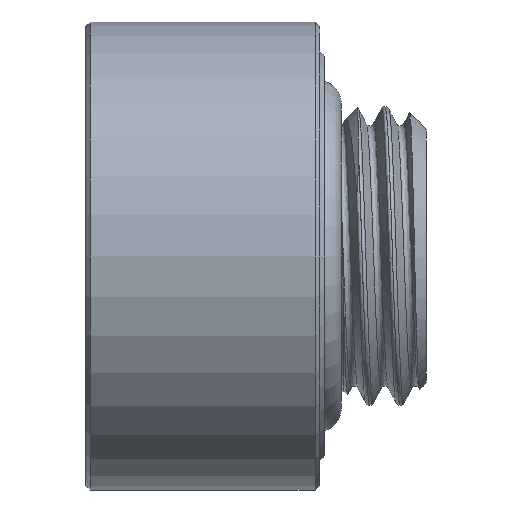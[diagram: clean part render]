
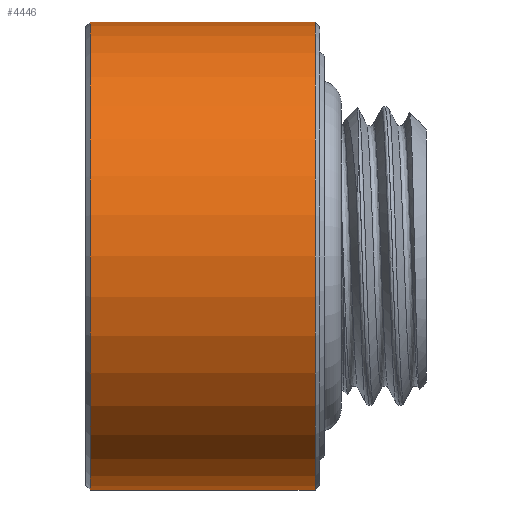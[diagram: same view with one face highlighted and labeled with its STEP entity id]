
A CAD part, left-side view. The second image highlights one B-rep face of the part: STEP entity #4446.
In plain terms, the highlighted cylindrical face has radius 10.3 mm (diameter 20.6 mm), a partial arc.
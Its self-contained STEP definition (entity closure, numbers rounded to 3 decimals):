
#7 = DIRECTION ( 'NONE',  ( 0., -1., 0. ) ) ;
#193 = CARTESIAN_POINT ( 'NONE',  ( 0., 10.3, 10.3 ) ) ;
#353 = VERTEX_POINT ( 'NONE', #2636 ) ;
#409 = DIRECTION ( 'NONE',  ( 0., 0., -1. ) ) ;
#560 = CYLINDRICAL_SURFACE ( 'NONE', #1853, 10.3 ) ;
#689 = EDGE_LOOP ( 'NONE', ( #2850, #2474, #1504, #2242 ) ) ;
#815 = CIRCLE ( 'NONE', #3941, 10.3 ) ;
#891 = DIRECTION ( 'NONE',  ( 0., -1., 0. ) ) ;
#1003 = EDGE_CURVE ( 'NONE', #3295, #353, #815, .T. ) ;
#1171 = LINE ( 'NONE', #2561, #2028 ) ;
#1314 = DIRECTION ( 'NONE',  ( 0., -1., 0. ) ) ;
#1504 = ORIENTED_EDGE ( 'NONE', *, *, #5122, .T. ) ;
#1539 = CARTESIAN_POINT ( 'NONE',  ( 0., 0., -10.3 ) ) ;
#1853 = AXIS2_PLACEMENT_3D ( 'NONE', #4619, #1314, #4226 ) ;
#2028 = VECTOR ( 'NONE', #4221, 1000. ) ;
#2242 = ORIENTED_EDGE ( 'NONE', *, *, #2269, .F. ) ;
#2269 = EDGE_CURVE ( 'NONE', #4989, #2371, #2947, .T. ) ;
#2345 = CARTESIAN_POINT ( 'NONE',  ( 0., 10.3, 0. ) ) ;
#2371 = VERTEX_POINT ( 'NONE', #3823 ) ;
#2474 = ORIENTED_EDGE ( 'NONE', *, *, #1003, .T. ) ;
#2561 = CARTESIAN_POINT ( 'NONE',  ( 0., 0., 10.3 ) ) ;
#2598 = AXIS2_PLACEMENT_3D ( 'NONE', #4497, #891, #2847 ) ;
#2636 = CARTESIAN_POINT ( 'NONE',  ( 0., 10.3, -10.3 ) ) ;
#2847 = DIRECTION ( 'NONE',  ( 0., 0., -1. ) ) ;
#2850 = ORIENTED_EDGE ( 'NONE', *, *, #5142, .F. ) ;
#2947 = CIRCLE ( 'NONE', #2598, 10.3 ) ;
#3022 = FACE_OUTER_BOUND ( 'NONE', #689, .T. ) ;
#3295 = VERTEX_POINT ( 'NONE', #193 ) ;
#3601 = LINE ( 'NONE', #1539, #3632 ) ;
#3632 = VECTOR ( 'NONE', #5191, 1000. ) ;
#3773 = CARTESIAN_POINT ( 'NONE',  ( 0., 0.4, 10.3 ) ) ;
#3823 = CARTESIAN_POINT ( 'NONE',  ( 0., 0.4, -10.3 ) ) ;
#3941 = AXIS2_PLACEMENT_3D ( 'NONE', #2345, #7, #409 ) ;
#4221 = DIRECTION ( 'NONE',  ( 0., -1., 0. ) ) ;
#4226 = DIRECTION ( 'NONE',  ( 0., 0., -1. ) ) ;
#4446 = ADVANCED_FACE ( 'NONE', ( #3022 ), #560, .T. ) ;
#4497 = CARTESIAN_POINT ( 'NONE',  ( 0., 0.4, 0. ) ) ;
#4619 = CARTESIAN_POINT ( 'NONE',  ( 0., 0., 0. ) ) ;
#4989 = VERTEX_POINT ( 'NONE', #3773 ) ;
#5122 = EDGE_CURVE ( 'NONE', #353, #2371, #3601, .T. ) ;
#5142 = EDGE_CURVE ( 'NONE', #3295, #4989, #1171, .T. ) ;
#5191 = DIRECTION ( 'NONE',  ( 0., -1., 0. ) ) ;
